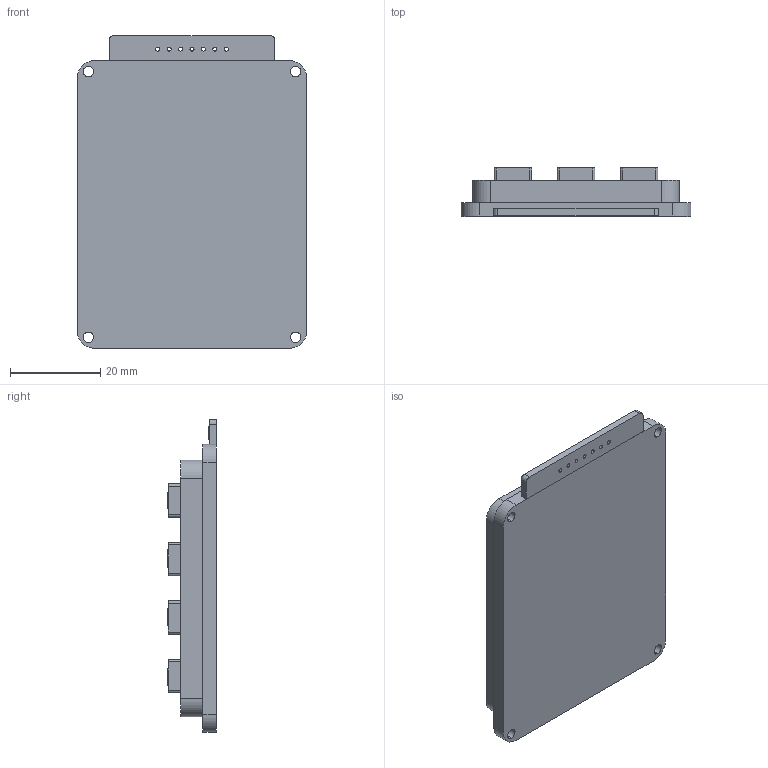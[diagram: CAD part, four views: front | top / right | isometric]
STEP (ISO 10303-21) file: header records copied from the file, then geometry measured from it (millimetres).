
FILE_DESCRIPTION (( 'STEP AP214' ), '1' );
FILE_NAME ('A9DBB8CA-955F-4425-AD36-7C723BC287DA.STEP', '2023-03-31T11:41:06', ( '' ), ( '' ), 'SwSTEP 2.0', 'SolidWorks 2022', '' );
FILE_SCHEMA (( 'AUTOMOTIVE_DESIGN' ));
Length unit declared in the file: millimetre
Products named in the file (1): A9DBB8CA-955F-4425-AD36-7C723BC287DA
Bounding box: 51 x 10.8 x 69.5 mm (x, y, z)
Volume: 24883.8 mm3; surface area: 16638.8 mm2
Topology: 34 solids, 34 shells, 446 faces, 1134 edges, 756 vertices
Faces by surface type: plane 252, cylinder 122, bspline 72
Entity records: 18098 total; most frequent: CARTESIAN_POINT 6985, ORIENTED_EDGE 2268, DIRECTION 1984, EDGE_CURVE 1134, VERTEX_POINT 756, VECTOR 746, LINE 746, AXIS2_PLACEMENT_3D 619
